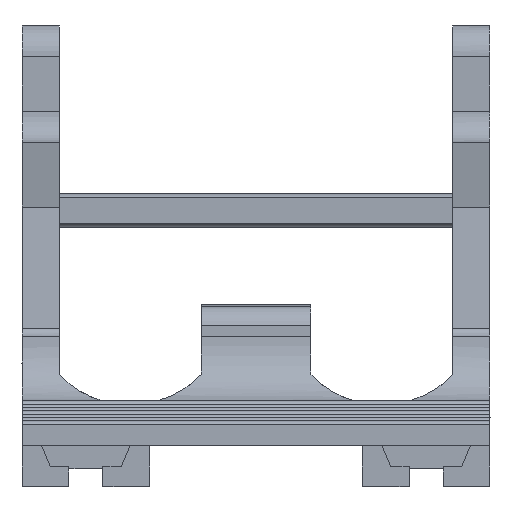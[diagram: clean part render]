
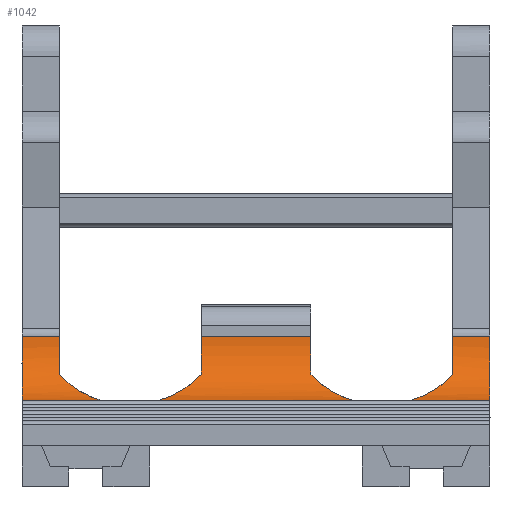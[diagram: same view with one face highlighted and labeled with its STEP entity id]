
A CAD part, top view. The second image highlights one B-rep face of the part: STEP entity #1042.
In plain terms, the highlighted cylindrical face has radius 3.749 mm (diameter 7.499 mm), a partial arc.
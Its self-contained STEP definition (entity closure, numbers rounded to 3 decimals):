
#546=AXIS2_PLACEMENT_3D('Circle Axis2P3D',#544,#545,$) ;
#921=AXIS2_PLACEMENT_3D('Cylinder Axis2P3D',#918,#919,#920) ;
#925=AXIS2_PLACEMENT_3D('Circle Axis2P3D',#923,#924,$) ;
#966=AXIS2_PLACEMENT_3D('Circle Axis2P3D',#964,#965,$) ;
#980=AXIS2_PLACEMENT_3D('Circle Axis2P3D',#978,#979,$) ;
#1014=AXIS2_PLACEMENT_3D('Circle Axis2P3D',#1012,#1013,$) ;
#168=CARTESIAN_POINT('Vertex',(2.1,8.483,50.49)) ;
#172=CARTESIAN_POINT('Control Point',(2.1,8.483,50.49)) ;
#173=CARTESIAN_POINT('Control Point',(2.1,8.118,50.489)) ;
#174=CARTESIAN_POINT('Control Point',(2.1,7.752,50.533)) ;
#175=CARTESIAN_POINT('Control Point',(2.1,7.394,50.621)) ;
#176=CARTESIAN_POINT('Control Point',(2.1,6.965,50.785)) ;
#177=CARTESIAN_POINT('Control Point',(2.1,6.567,51.01)) ;
#178=CARTESIAN_POINT('Control Point',(2.1,6.489,51.058)) ;
#179=CARTESIAN_POINT('Control Point',(2.1,6.412,51.108)) ;
#180=CARTESIAN_POINT('Control Point',(2.1,6.338,51.16)) ;
#181=CARTESIAN_POINT('Vertex',(2.1,6.338,51.16)) ;
#541=CARTESIAN_POINT('Vertex',(0.,4.79,53.556)) ;
#544=CARTESIAN_POINT('Axis2P3D Location',(0.,8.476,54.239)) ;
#548=CARTESIAN_POINT('Vertex',(0.,8.483,50.49)) ;
#906=CARTESIAN_POINT('Line Origine',(26.4,8.483,50.49)) ;
#918=CARTESIAN_POINT('Axis2P3D Location',(26.4,8.476,54.239)) ;
#923=CARTESIAN_POINT('Axis2P3D Location',(10.1,8.476,54.239)) ;
#927=CARTESIAN_POINT('Vertex',(10.1,6.338,51.16)) ;
#929=CARTESIAN_POINT('Vertex',(10.1,8.483,50.49)) ;
#933=CARTESIAN_POINT('Control Point',(7.651,4.838,53.336)) ;
#934=CARTESIAN_POINT('Control Point',(8.144,4.967,52.812)) ;
#935=CARTESIAN_POINT('Control Point',(8.68,5.179,52.355)) ;
#936=CARTESIAN_POINT('Control Point',(9.179,5.469,51.902)) ;
#937=CARTESIAN_POINT('Control Point',(9.667,5.854,51.496)) ;
#938=CARTESIAN_POINT('Control Point',(10.1,6.338,51.16)) ;
#939=CARTESIAN_POINT('Vertex',(7.651,4.838,53.336)) ;
#942=CARTESIAN_POINT('Line Origine',(26.4,4.838,53.336)) ;
#946=CARTESIAN_POINT('Vertex',(4.549,4.838,53.336)) ;
#950=CARTESIAN_POINT('Control Point',(2.1,6.338,51.16)) ;
#951=CARTESIAN_POINT('Control Point',(2.531,5.856,51.494)) ;
#952=CARTESIAN_POINT('Control Point',(3.022,5.466,51.902)) ;
#953=CARTESIAN_POINT('Control Point',(3.526,5.176,52.36)) ;
#954=CARTESIAN_POINT('Control Point',(4.058,4.967,52.814)) ;
#955=CARTESIAN_POINT('Control Point',(4.549,4.838,53.336)) ;
#957=CARTESIAN_POINT('Line Origine',(26.4,4.79,53.556)) ;
#961=CARTESIAN_POINT('Vertex',(26.4,4.79,53.556)) ;
#964=CARTESIAN_POINT('Axis2P3D Location',(26.4,8.476,54.239)) ;
#968=CARTESIAN_POINT('Vertex',(26.4,8.483,50.49)) ;
#971=CARTESIAN_POINT('Line Origine',(26.4,8.483,50.49)) ;
#975=CARTESIAN_POINT('Vertex',(24.3,8.483,50.49)) ;
#978=CARTESIAN_POINT('Axis2P3D Location',(24.3,8.476,54.239)) ;
#982=CARTESIAN_POINT('Vertex',(24.3,6.338,51.16)) ;
#986=CARTESIAN_POINT('Control Point',(21.851,4.838,53.336)) ;
#987=CARTESIAN_POINT('Control Point',(22.344,4.967,52.812)) ;
#988=CARTESIAN_POINT('Control Point',(22.88,5.179,52.355)) ;
#989=CARTESIAN_POINT('Control Point',(23.379,5.469,51.902)) ;
#990=CARTESIAN_POINT('Control Point',(23.867,5.854,51.496)) ;
#991=CARTESIAN_POINT('Control Point',(24.3,6.338,51.16)) ;
#992=CARTESIAN_POINT('Vertex',(21.851,4.838,53.336)) ;
#995=CARTESIAN_POINT('Line Origine',(26.4,4.838,53.336)) ;
#999=CARTESIAN_POINT('Vertex',(18.749,4.838,53.336)) ;
#1003=CARTESIAN_POINT('Control Point',(16.3,6.338,51.16)) ;
#1004=CARTESIAN_POINT('Control Point',(16.731,5.856,51.494)) ;
#1005=CARTESIAN_POINT('Control Point',(17.222,5.466,51.902)) ;
#1006=CARTESIAN_POINT('Control Point',(17.726,5.176,52.36)) ;
#1007=CARTESIAN_POINT('Control Point',(18.258,4.967,52.814)) ;
#1008=CARTESIAN_POINT('Control Point',(18.749,4.838,53.336)) ;
#1009=CARTESIAN_POINT('Vertex',(16.3,6.338,51.16)) ;
#1012=CARTESIAN_POINT('Axis2P3D Location',(16.3,8.476,54.239)) ;
#1016=CARTESIAN_POINT('Vertex',(16.3,8.483,50.49)) ;
#1019=CARTESIAN_POINT('Line Origine',(26.4,8.483,50.49)) ;
#545=DIRECTION('Axis2P3D Direction',(-1.,0.,0.)) ;
#907=DIRECTION('Vector Direction',(-1.,0.,0.)) ;
#919=DIRECTION('Axis2P3D Direction',(-1.,0.,0.)) ;
#920=DIRECTION('Axis2P3D XDirection',(0.,1.,0.)) ;
#924=DIRECTION('Axis2P3D Direction',(-1.,0.,0.)) ;
#943=DIRECTION('Vector Direction',(-1.,0.,0.)) ;
#958=DIRECTION('Vector Direction',(-1.,0.,0.)) ;
#965=DIRECTION('Axis2P3D Direction',(-1.,0.,0.)) ;
#972=DIRECTION('Vector Direction',(-1.,0.,0.)) ;
#979=DIRECTION('Axis2P3D Direction',(-1.,0.,0.)) ;
#996=DIRECTION('Vector Direction',(-1.,0.,0.)) ;
#1013=DIRECTION('Axis2P3D Direction',(-1.,0.,0.)) ;
#1020=DIRECTION('Vector Direction',(-1.,0.,0.)) ;
#908=VECTOR('Line Direction',#907,1.) ;
#944=VECTOR('Line Direction',#943,1.) ;
#959=VECTOR('Line Direction',#958,1.) ;
#973=VECTOR('Line Direction',#972,1.) ;
#997=VECTOR('Line Direction',#996,1.) ;
#1021=VECTOR('Line Direction',#1020,1.) ;
#1025=ORIENTED_EDGE('',*,*,#931,.F.) ;
#1026=ORIENTED_EDGE('',*,*,#941,.F.) ;
#1027=ORIENTED_EDGE('',*,*,#948,.F.) ;
#1028=ORIENTED_EDGE('',*,*,#956,.F.) ;
#1029=ORIENTED_EDGE('',*,*,#183,.F.) ;
#1030=ORIENTED_EDGE('',*,*,#910,.F.) ;
#1031=ORIENTED_EDGE('',*,*,#550,.T.) ;
#1032=ORIENTED_EDGE('',*,*,#963,.T.) ;
#1033=ORIENTED_EDGE('',*,*,#970,.F.) ;
#1034=ORIENTED_EDGE('',*,*,#977,.F.) ;
#1035=ORIENTED_EDGE('',*,*,#984,.F.) ;
#1036=ORIENTED_EDGE('',*,*,#994,.F.) ;
#1037=ORIENTED_EDGE('',*,*,#1001,.F.) ;
#1038=ORIENTED_EDGE('',*,*,#1011,.F.) ;
#1039=ORIENTED_EDGE('',*,*,#1018,.F.) ;
#1040=ORIENTED_EDGE('',*,*,#1023,.F.) ;
#1042=ADVANCED_FACE('CLIP',(#1041),#922,.F.) ;
#171=B_SPLINE_CURVE_WITH_KNOTS('',5,(#172,#173,#174,#175,#176,#177,#178,#179,#180),.UNSPECIFIED.,.F.,.U.,(6,3,6),(0.,2.587,3.234),.UNSPECIFIED.) ;
#932=B_SPLINE_CURVE_WITH_KNOTS('',5,(#933,#934,#935,#936,#937,#938),.UNSPECIFIED.,.F.,.U.,(6,6),(0.,5.175),.UNSPECIFIED.) ;
#949=B_SPLINE_CURVE_WITH_KNOTS('',5,(#950,#951,#952,#953,#954,#955),.UNSPECIFIED.,.F.,.U.,(6,6),(0.,5.17),.UNSPECIFIED.) ;
#985=B_SPLINE_CURVE_WITH_KNOTS('',5,(#986,#987,#988,#989,#990,#991),.UNSPECIFIED.,.F.,.U.,(6,6),(0.,5.175),.UNSPECIFIED.) ;
#1002=B_SPLINE_CURVE_WITH_KNOTS('',5,(#1003,#1004,#1005,#1006,#1007,#1008),.UNSPECIFIED.,.F.,.U.,(6,6),(0.,5.17),.UNSPECIFIED.) ;
#547=CIRCLE('generated circle',#546,3.749) ;
#926=CIRCLE('generated circle',#925,3.749) ;
#967=CIRCLE('generated circle',#966,3.749) ;
#981=CIRCLE('generated circle',#980,3.749) ;
#1015=CIRCLE('generated circle',#1014,3.749) ;
#922=CYLINDRICAL_SURFACE('generated cylinder',#921,3.749) ;
#183=EDGE_CURVE('',#169,#182,#171,.T.) ;
#550=EDGE_CURVE('',#549,#542,#547,.T.) ;
#910=EDGE_CURVE('',#549,#169,#909,.F.) ;
#931=EDGE_CURVE('',#928,#930,#926,.F.) ;
#941=EDGE_CURVE('',#940,#928,#932,.T.) ;
#948=EDGE_CURVE('',#947,#940,#945,.F.) ;
#956=EDGE_CURVE('',#182,#947,#949,.T.) ;
#963=EDGE_CURVE('',#542,#962,#960,.F.) ;
#970=EDGE_CURVE('',#969,#962,#967,.T.) ;
#977=EDGE_CURVE('',#976,#969,#974,.F.) ;
#984=EDGE_CURVE('',#983,#976,#981,.F.) ;
#994=EDGE_CURVE('',#993,#983,#985,.T.) ;
#1001=EDGE_CURVE('',#1000,#993,#998,.F.) ;
#1011=EDGE_CURVE('',#1010,#1000,#1002,.T.) ;
#1018=EDGE_CURVE('',#1017,#1010,#1015,.T.) ;
#1023=EDGE_CURVE('',#930,#1017,#1022,.F.) ;
#1024=EDGE_LOOP('',(#1025,#1026,#1027,#1028,#1029,#1030,#1031,#1032,#1033,#1034,#1035,#1036,#1037,#1038,#1039,#1040)) ;
#1041=FACE_OUTER_BOUND('',#1024,.T.) ;
#909=LINE('Line',#906,#908) ;
#945=LINE('Line',#942,#944) ;
#960=LINE('Line',#957,#959) ;
#974=LINE('Line',#971,#973) ;
#998=LINE('Line',#995,#997) ;
#1022=LINE('Line',#1019,#1021) ;
#169=VERTEX_POINT('',#168) ;
#182=VERTEX_POINT('',#181) ;
#542=VERTEX_POINT('',#541) ;
#549=VERTEX_POINT('',#548) ;
#928=VERTEX_POINT('',#927) ;
#930=VERTEX_POINT('',#929) ;
#940=VERTEX_POINT('',#939) ;
#947=VERTEX_POINT('',#946) ;
#962=VERTEX_POINT('',#961) ;
#969=VERTEX_POINT('',#968) ;
#976=VERTEX_POINT('',#975) ;
#983=VERTEX_POINT('',#982) ;
#993=VERTEX_POINT('',#992) ;
#1000=VERTEX_POINT('',#999) ;
#1010=VERTEX_POINT('',#1009) ;
#1017=VERTEX_POINT('',#1016) ;
